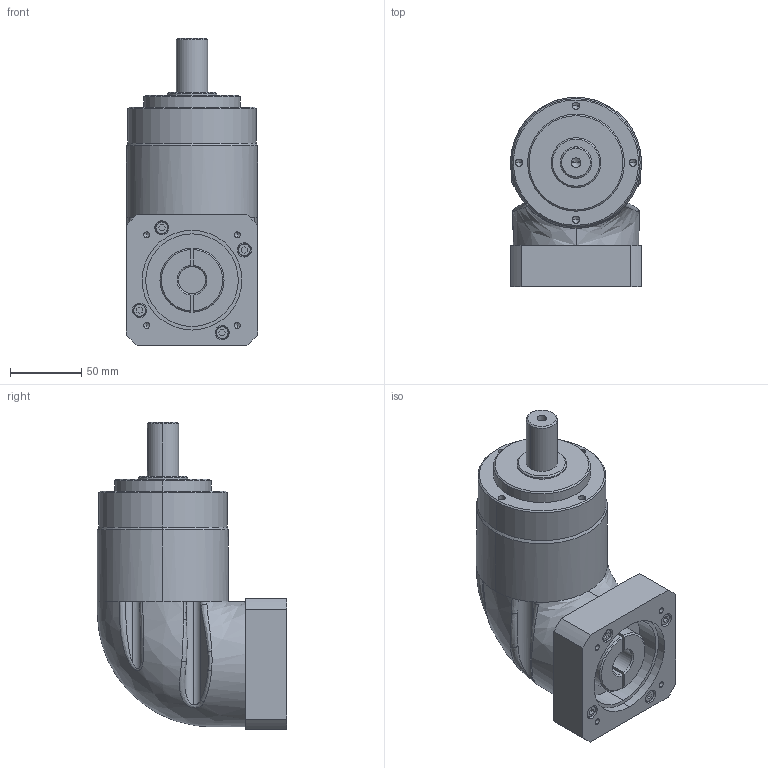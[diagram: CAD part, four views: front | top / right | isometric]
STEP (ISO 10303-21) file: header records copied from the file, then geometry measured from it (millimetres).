
FILE_DESCRIPTION (( 'STEP AP203' ), '1' );
FILE_NAME ('EVL90-L1-19-70-90.STEP', '2022-06-16T05:04:58', ( 'PC' ), ( 'Microsoft' ), 'SwSTEP 2.0', 'SolidWorks 2016', '' );
FILE_SCHEMA (( 'CONFIG_CONTROL_DESIGN' ));
Length unit declared in the file: millimetre
Products named in the file (1): EVL90-L1-19-70-90
Bounding box: 92 x 132.8 x 215.8 mm (x, y, z)
Volume: 1248769.9 mm3; surface area: 94037.5 mm2
Topology: 1 solids, 1 shells, 189 faces, 457 edges, 281 vertices
Faces by surface type: plane 66, cylinder 65, cone 32, bspline 18, torus 8
Entity records: 8288 total; most frequent: CARTESIAN_POINT 3973, ORIENTED_EDGE 878, DIRECTION 867, EDGE_CURVE 439, AXIS2_PLACEMENT_3D 335, VERTEX_POINT 281, EDGE_LOOP 218, LINE 197
